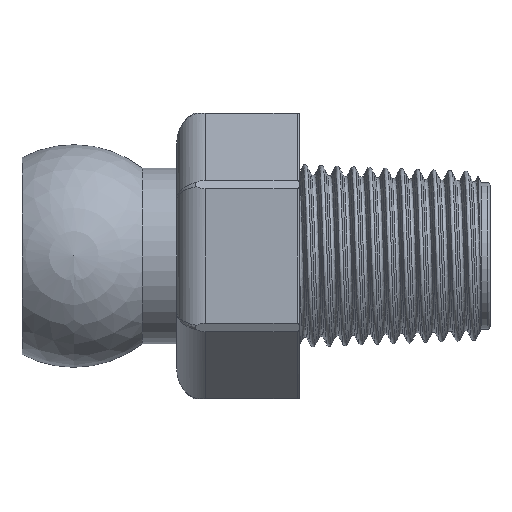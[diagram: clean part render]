
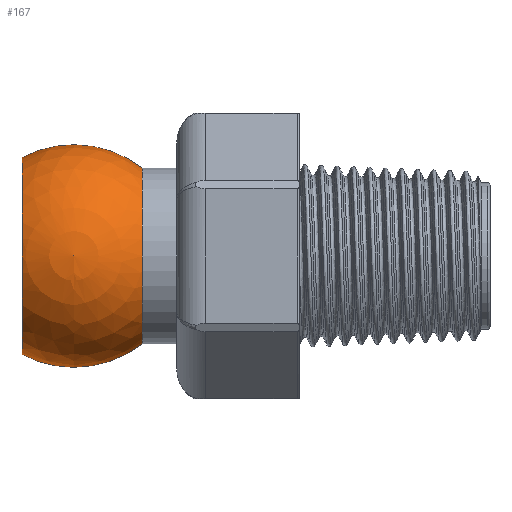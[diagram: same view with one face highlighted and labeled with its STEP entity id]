
A CAD part, front view. The second image highlights one B-rep face of the part: STEP entity #167.
In plain terms, the highlighted spherical face has radius 6.287 mm.
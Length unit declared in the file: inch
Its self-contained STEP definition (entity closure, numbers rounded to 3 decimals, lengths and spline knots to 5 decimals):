
#41 = EDGE_CURVE ( 'NONE', #105, #42, #2484, .T. ) ;
#42 = VERTEX_POINT ( 'NONE', #2479 ) ;
#45 = VERTEX_POINT ( 'NONE', #2473 ) ;
#47 = EDGE_CURVE ( 'NONE', #104, #45, #2534, .T. ) ;
#104 = VERTEX_POINT ( 'NONE', #2652 ) ;
#105 = VERTEX_POINT ( 'NONE', #2651 ) ;
#133 = EDGE_CURVE ( 'NONE', #42, #45, #2659, .T. ) ;
#167 = ADVANCED_FACE ( 'NONE', ( #2775 ), #2770, .T. ) ;
#168 = EDGE_LOOP ( 'NONE', ( #169, #170, #172, #173 ) ) ;
#169 = ORIENTED_EDGE ( 'NONE', *, *, #41, .F. ) ;
#170 = ORIENTED_EDGE ( 'NONE', *, *, #171, .T. ) ;
#171 = EDGE_CURVE ( 'NONE', #105, #104, #2821, .T. ) ;
#172 = ORIENTED_EDGE ( 'NONE', *, *, #47, .T. ) ;
#173 = ORIENTED_EDGE ( 'NONE', *, *, #133, .F. ) ;
#2280 = DIRECTION ( 'NONE',  ( 1., 0., 0. ) ) ;
#2473 = CARTESIAN_POINT ( 'NONE',  ( -0.77327, 0., -0.195 ) ) ;
#2479 = CARTESIAN_POINT ( 'NONE',  ( -0.77327, 0., 0.195 ) ) ;
#2480 = DIRECTION ( 'NONE',  ( 0., 0., 1. ) ) ;
#2481 = DIRECTION ( 'NONE',  ( 0., 1., 0. ) ) ;
#2482 = CARTESIAN_POINT ( 'NONE',  ( -0.92569, 0., 0. ) ) ;
#2483 = AXIS2_PLACEMENT_3D ( 'NONE', #2482, #2481, #2480 ) ;
#2484 = CIRCLE ( 'NONE', #2483, 0.2475 ) ;
#2530 = DIRECTION ( 'NONE',  ( 0., 0., -1. ) ) ;
#2531 = DIRECTION ( 'NONE',  ( 0., -1., 0. ) ) ;
#2532 = CARTESIAN_POINT ( 'NONE',  ( -0.92569, 0., 0. ) ) ;
#2533 = AXIS2_PLACEMENT_3D ( 'NONE', #2532, #2531, #2530 ) ;
#2534 = CIRCLE ( 'NONE', #2533, 0.2475 ) ;
#2651 = CARTESIAN_POINT ( 'NONE',  ( -1.041, 0., 0.219 ) ) ;
#2652 = CARTESIAN_POINT ( 'NONE',  ( -1.041, 0., -0.219 ) ) ;
#2657 = CARTESIAN_POINT ( 'NONE',  ( -0.77327, 0., 0. ) ) ;
#2658 = AXIS2_PLACEMENT_3D ( 'NONE', #2657, #2280, #2719 ) ;
#2659 = CIRCLE ( 'NONE', #2658, 0.195 ) ;
#2719 = DIRECTION ( 'NONE',  ( 0., 0., -1. ) ) ;
#2765 = CARTESIAN_POINT ( 'NONE',  ( -1.041, 0., 0. ) ) ;
#2766 = DIRECTION ( 'NONE',  ( 0., 0., -1. ) ) ;
#2767 = DIRECTION ( 'NONE',  ( 0., 1., 0. ) ) ;
#2768 = CARTESIAN_POINT ( 'NONE',  ( -0.92569, 0., 0. ) ) ;
#2769 = AXIS2_PLACEMENT_3D ( 'NONE', #2768, #2767, #2766 ) ;
#2770 = SPHERICAL_SURFACE ( 'NONE', #2769, 0.2475 ) ;
#2775 = FACE_OUTER_BOUND ( 'NONE', #168, .T. ) ;
#2818 = DIRECTION ( 'NONE',  ( 0., 0., -1. ) ) ;
#2819 = DIRECTION ( 'NONE',  ( 1., 0., 0. ) ) ;
#2820 = AXIS2_PLACEMENT_3D ( 'NONE', #2765, #2819, #2818 ) ;
#2821 = CIRCLE ( 'NONE', #2820, 0.219 ) ;
